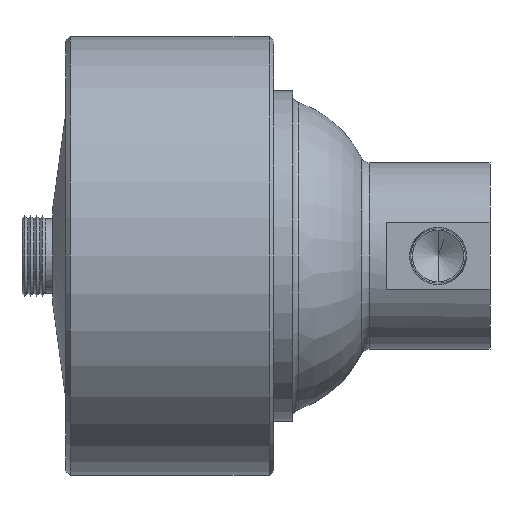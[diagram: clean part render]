
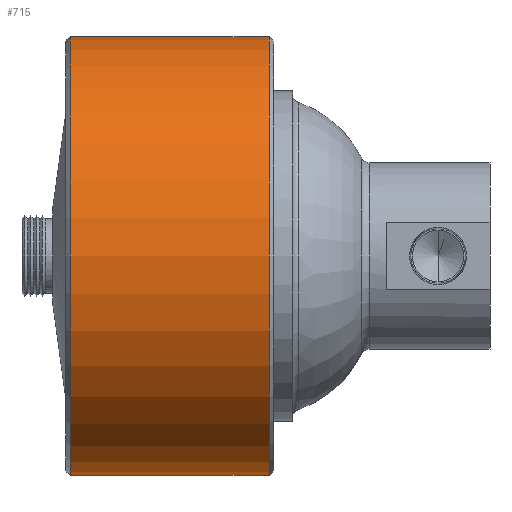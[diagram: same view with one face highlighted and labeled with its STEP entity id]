
A CAD part, left-side view. The second image highlights one B-rep face of the part: STEP entity #715.
In plain terms, the highlighted cylindrical face has radius 76.2 mm (diameter 152.4 mm), a partial arc.
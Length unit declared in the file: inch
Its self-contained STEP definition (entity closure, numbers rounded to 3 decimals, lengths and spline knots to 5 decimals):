
#222 = ORIENTED_EDGE ( 'NONE', *, *, #1358, .F. ) ;
#292 = CARTESIAN_POINT ( 'NONE',  ( 0., 6.4, -3. ) ) ;
#304 = CARTESIAN_POINT ( 'NONE',  ( 0., 6.4, 0. ) ) ;
#610 = DIRECTION ( 'NONE',  ( 0., 1., 0. ) ) ;
#656 = CARTESIAN_POINT ( 'NONE',  ( 0., 3.02, 3. ) ) ;
#669 = DIRECTION ( 'NONE',  ( 0., 0., 1. ) ) ;
#677 = VECTOR ( 'NONE', #1321, 39.37008 ) ;
#715 = ADVANCED_FACE ( 'NONE', ( #1536 ), #2179, .T. ) ;
#833 = VECTOR ( 'NONE', #2264, 39.37008 ) ;
#926 = DIRECTION ( 'NONE',  ( 0., 1., 0. ) ) ;
#928 = ORIENTED_EDGE ( 'NONE', *, *, #1205, .F. ) ;
#984 = CARTESIAN_POINT ( 'NONE',  ( 0., 5.74, -3. ) ) ;
#1045 = VERTEX_POINT ( 'NONE', #656 ) ;
#1079 = CARTESIAN_POINT ( 'NONE',  ( 0., 6.4, 3. ) ) ;
#1112 = CARTESIAN_POINT ( 'NONE',  ( 0., 3.02, 0. ) ) ;
#1205 = EDGE_CURVE ( 'NONE', #1718, #2113, #2429, .T. ) ;
#1231 = CARTESIAN_POINT ( 'NONE',  ( 0., 3.02, -3. ) ) ;
#1240 = ORIENTED_EDGE ( 'NONE', *, *, #1512, .T. ) ;
#1273 = EDGE_LOOP ( 'NONE', ( #222, #2295, #1240, #928 ) ) ;
#1321 = DIRECTION ( 'NONE',  ( 0., 1., 0. ) ) ;
#1325 = DIRECTION ( 'NONE',  ( 0., 0., 1. ) ) ;
#1358 = EDGE_CURVE ( 'NONE', #2196, #1718, #2032, .T. ) ;
#1504 = AXIS2_PLACEMENT_3D ( 'NONE', #304, #926, #669 ) ;
#1512 = EDGE_CURVE ( 'NONE', #1045, #2113, #2422, .T. ) ;
#1536 = FACE_OUTER_BOUND ( 'NONE', #1273, .T. ) ;
#1718 = VERTEX_POINT ( 'NONE', #984 ) ;
#1829 = DIRECTION ( 'NONE',  ( 0., 0., 1. ) ) ;
#2028 = AXIS2_PLACEMENT_3D ( 'NONE', #2044, #610, #1829 ) ;
#2032 = LINE ( 'NONE', #292, #677 ) ;
#2044 = CARTESIAN_POINT ( 'NONE',  ( 0., 5.74, 0. ) ) ;
#2113 = VERTEX_POINT ( 'NONE', #2375 ) ;
#2179 = CYLINDRICAL_SURFACE ( 'NONE', #1504, 3. ) ;
#2183 = AXIS2_PLACEMENT_3D ( 'NONE', #1112, #2535, #1325 ) ;
#2196 = VERTEX_POINT ( 'NONE', #1231 ) ;
#2264 = DIRECTION ( 'NONE',  ( 0., 1., 0. ) ) ;
#2295 = ORIENTED_EDGE ( 'NONE', *, *, #2572, .T. ) ;
#2375 = CARTESIAN_POINT ( 'NONE',  ( 0., 5.74, 3. ) ) ;
#2422 = LINE ( 'NONE', #1079, #833 ) ;
#2429 = CIRCLE ( 'NONE', #2028, 3. ) ;
#2535 = DIRECTION ( 'NONE',  ( 0., 1., 0. ) ) ;
#2544 = CIRCLE ( 'NONE', #2183, 3. ) ;
#2572 = EDGE_CURVE ( 'NONE', #2196, #1045, #2544, .T. ) ;
